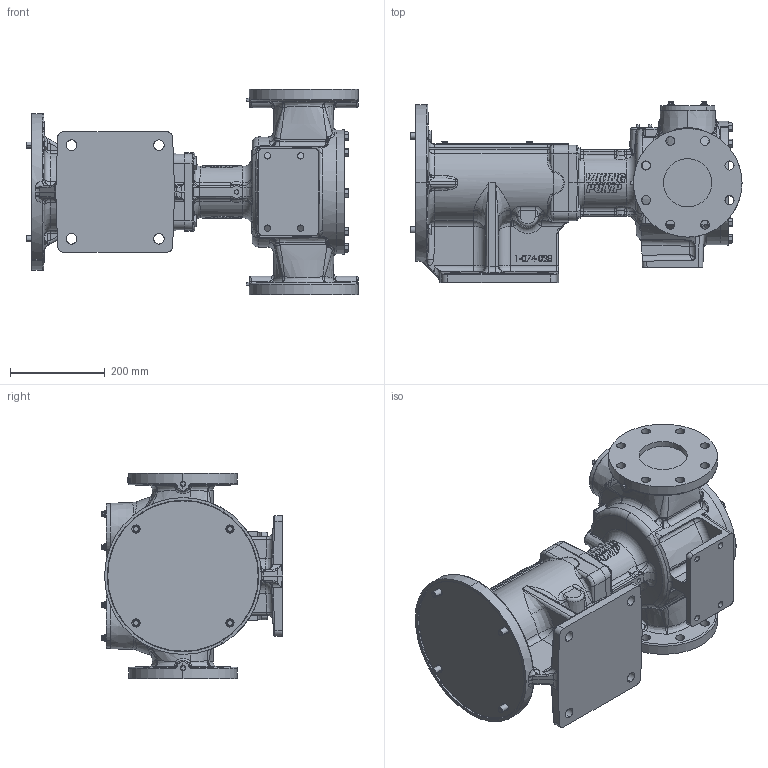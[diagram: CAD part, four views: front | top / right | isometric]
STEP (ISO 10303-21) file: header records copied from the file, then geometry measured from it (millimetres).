
FILE_DESCRIPTION (( 'STEP AP214' ), '1' );
FILE_NAME ('LQE4195-M_(324-326TC).STEP', '2017-02-27T19:05:46', ( '' ), ( '' ), 'SwSTEP 2.0', 'SolidWorks 2016', '' );
FILE_SCHEMA (( 'AUTOMOTIVE_DESIGN' ));
Length unit declared in the file: inch
Products named in the file (2): LQE4195-M_(324-326TC)
Bounding box: 699.04 x 381.13 x 431.8 mm (x, y, z)
Volume: 28367826.3 mm3; surface area: 1311293.2 mm2
Topology: 1 solids, 2 shells, 2629 faces, 6670 edges, 4147 vertices
Faces by surface type: bspline 875, plane 833, cylinder 584, cone 226, torus 76, sphere 35
Entity records: 192616 total; most frequent: CARTESIAN_POINT 122426, ORIENTED_EDGE 13230, DIRECTION 8987, EDGE_CURVE 6615, VERTEX_POINT 4146, AXIS2_PLACEMENT_3D 3385, EDGE_LOOP 2853, FACE_OUTER_BOUND 2629
